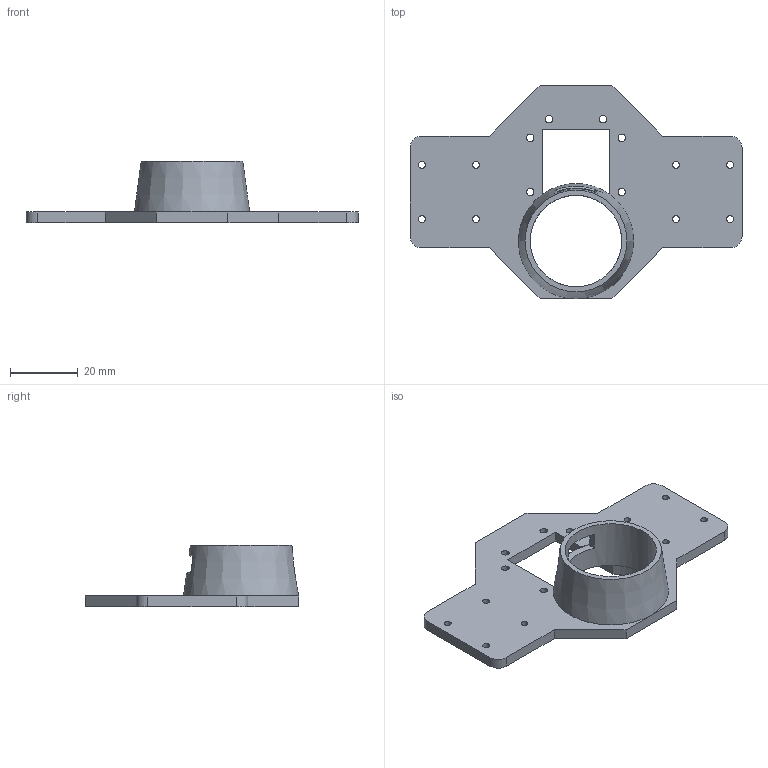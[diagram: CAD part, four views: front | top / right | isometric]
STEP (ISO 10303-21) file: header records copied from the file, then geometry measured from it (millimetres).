
FILE_DESCRIPTION(('FreeCAD Model'),'2;1');
FILE_NAME('P1 updated.stp','2015-11-10T11:59:20',('FreeCAD'),('FreeCAD'), 'Open CASCADE STEP processor 6.8','FreeCAD','Unknown');
FILE_SCHEMA(('AUTOMOTIVE_DESIGN_CC2 { 1 2 10303 214 -1 1 5 4 }'));
Length unit declared in the file: millimetre
Products named in the file (1): Open CASCADE STEP translator 6.8 1
Bounding box: 98 x 63 x 18.2 mm (x, y, z)
Volume: 13834.6 mm3; surface area: 10852.6 mm2
Topology: 1 solids, 1 shells, 50 faces, 147 edges, 95 vertices
Faces by surface type: plane 23, cylinder 20, bspline 4, torus 2, cone 1
Full cylindrical faces by diameter (mm): 2 x8, 2.2 x6, 27 x1
Entity records: 7094 total; most frequent: CARTESIAN_POINT 4312, DIRECTION 473, ORIENTED_EDGE 288, PCURVE 288, DEFINITIONAL_REPRESENTATION 288, LINE 240, VECTOR 240, EDGE_CURVE 144
